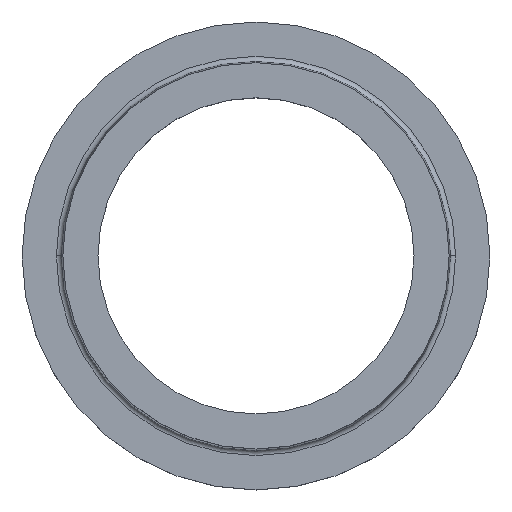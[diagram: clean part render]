
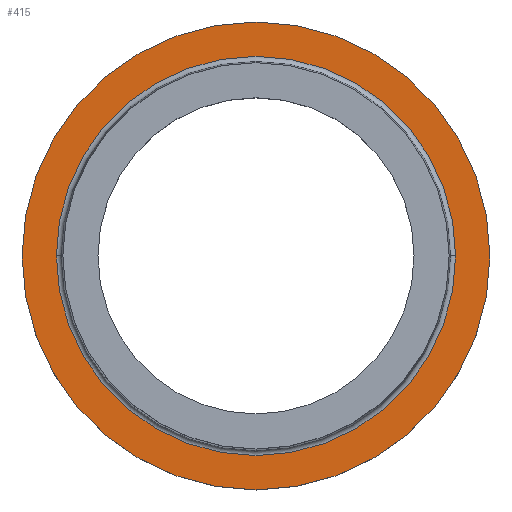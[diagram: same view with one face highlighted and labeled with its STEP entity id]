
A CAD part, top view. The second image highlights one B-rep face of the part: STEP entity #415.
In plain terms, the highlighted planar face has unit normal (0, 0, 1).
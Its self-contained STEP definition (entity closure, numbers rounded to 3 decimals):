
#36 = CARTESIAN_POINT ( 'NONE',  ( 0., 0., 66. ) ) ;
#45 = ORIENTED_EDGE ( 'NONE', *, *, #219, .T. ) ;
#60 = CARTESIAN_POINT ( 'NONE',  ( -232.5, 0., 66. ) ) ;
#62 = ORIENTED_EDGE ( 'NONE', *, *, #64, .T. ) ;
#63 = FACE_BOUND ( 'NONE', #161, .T. ) ;
#64 = EDGE_CURVE ( 'NONE', #312, #300, #304, .T. ) ;
#68 = DIRECTION ( 'NONE',  ( -1., 0., 0. ) ) ;
#79 = CARTESIAN_POINT ( 'NONE',  ( 272.5, 0., 66. ) ) ;
#100 = CARTESIAN_POINT ( 'NONE',  ( 0., 272.5, 66. ) ) ;
#101 = DIRECTION ( 'NONE',  ( -1., 0., 0. ) ) ;
#114 = VERTEX_POINT ( 'NONE', #275 ) ;
#130 = DIRECTION ( 'NONE',  ( 0., 0., 1. ) ) ;
#161 = EDGE_LOOP ( 'NONE', ( #45, #62 ) ) ;
#174 = DIRECTION ( 'NONE',  ( 0., 0., -1. ) ) ;
#215 = CIRCLE ( 'NONE', #291, 232.5 ) ;
#219 = EDGE_CURVE ( 'NONE', #300, #312, #215, .T. ) ;
#233 = EDGE_CURVE ( 'NONE', #455, #114, #272, .T. ) ;
#243 = DIRECTION ( 'NONE',  ( 0., 0., -1. ) ) ;
#244 = AXIS2_PLACEMENT_3D ( 'NONE', #100, #130, #276 ) ;
#250 = EDGE_LOOP ( 'NONE', ( #295, #481 ) ) ;
#271 = DIRECTION ( 'NONE',  ( 0., 0., -1. ) ) ;
#272 = CIRCLE ( 'NONE', #367, 272.5 ) ;
#275 = CARTESIAN_POINT ( 'NONE',  ( -272.5, 0., 66. ) ) ;
#276 = DIRECTION ( 'NONE',  ( 1., 0., 0. ) ) ;
#291 = AXIS2_PLACEMENT_3D ( 'NONE', #322, #441, #101 ) ;
#293 = AXIS2_PLACEMENT_3D ( 'NONE', #324, #271, #443 ) ;
#295 = ORIENTED_EDGE ( 'NONE', *, *, #374, .F. ) ;
#300 = VERTEX_POINT ( 'NONE', #60 ) ;
#304 = CIRCLE ( 'NONE', #395, 232.5 ) ;
#312 = VERTEX_POINT ( 'NONE', #394 ) ;
#322 = CARTESIAN_POINT ( 'NONE',  ( 0., 0., 66. ) ) ;
#324 = CARTESIAN_POINT ( 'NONE',  ( 0., 0., 66. ) ) ;
#325 = CIRCLE ( 'NONE', #293, 272.5 ) ;
#363 = CARTESIAN_POINT ( 'NONE',  ( 0., 0., 66. ) ) ;
#367 = AXIS2_PLACEMENT_3D ( 'NONE', #36, #243, #68 ) ;
#374 = EDGE_CURVE ( 'NONE', #114, #455, #325, .T. ) ;
#394 = CARTESIAN_POINT ( 'NONE',  ( 232.5, 0., 66. ) ) ;
#395 = AXIS2_PLACEMENT_3D ( 'NONE', #363, #174, #463 ) ;
#415 = ADVANCED_FACE ( 'NONE', ( #63, #475 ), #470, .T. ) ;
#441 = DIRECTION ( 'NONE',  ( 0., 0., -1. ) ) ;
#443 = DIRECTION ( 'NONE',  ( -1., 0., 0. ) ) ;
#455 = VERTEX_POINT ( 'NONE', #79 ) ;
#463 = DIRECTION ( 'NONE',  ( -1., 0., 0. ) ) ;
#470 = PLANE ( 'NONE',  #244 ) ;
#475 = FACE_OUTER_BOUND ( 'NONE', #250, .T. ) ;
#481 = ORIENTED_EDGE ( 'NONE', *, *, #233, .F. ) ;
